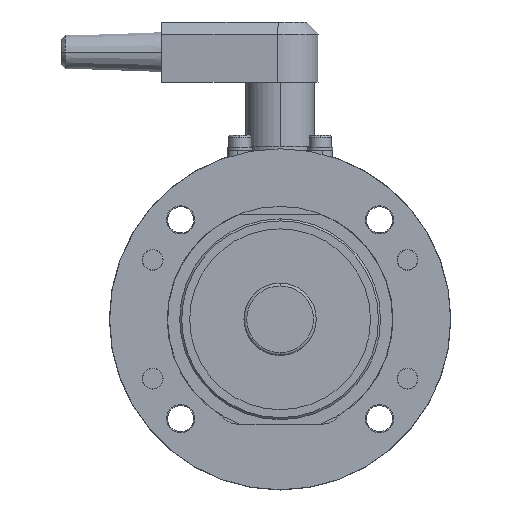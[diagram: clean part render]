
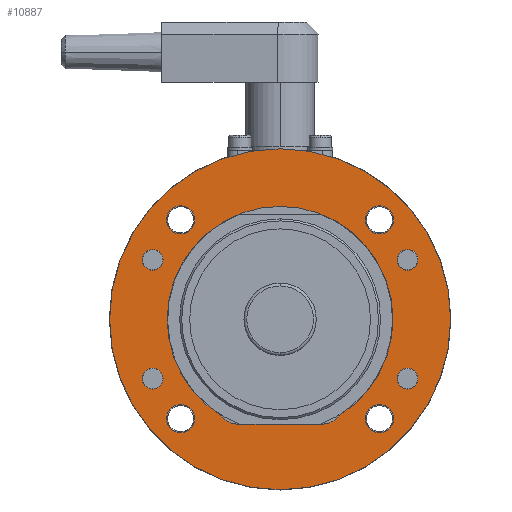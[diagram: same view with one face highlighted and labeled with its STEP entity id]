
A CAD part, left-side view. The second image highlights one B-rep face of the part: STEP entity #10887.
In plain terms, the highlighted face is planar.
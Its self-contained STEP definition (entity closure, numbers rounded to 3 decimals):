
#10141=CARTESIAN_POINT('',(0.0,6.975,47.45));
#10142=VERTEX_POINT('',#10141);
#10158=CARTESIAN_POINT('',(0.,6.975,-37.45));
#10159=VERTEX_POINT('',#10158);
#10166=CARTESIAN_POINT('',(0.0,6.975,5.0));
#10167=DIRECTION('',(0.0,-1.0,0.0));
#10168=DIRECTION('',(0.0,0.0,1.0));
#10169=AXIS2_PLACEMENT_3D('',#10166,#10167,#10168);
#10170=CIRCLE('',#10169,42.45);
#10171=EDGE_CURVE('',#10159,#10142,#10170,.T.);
#10183=CARTESIAN_POINT('',(24.749,6.975,26.249));
#10184=VERTEX_POINT('',#10183);
#10200=CARTESIAN_POINT('',(24.749,6.975,33.249));
#10201=VERTEX_POINT('',#10200);
#10208=CARTESIAN_POINT('',(24.749,6.975,29.749));
#10209=DIRECTION('',(0.0,-1.0,0.0));
#10210=DIRECTION('',(0.0,0.0,-1.0));
#10211=AXIS2_PLACEMENT_3D('',#10208,#10209,#10210);
#10212=CIRCLE('',#10211,3.5);
#10213=EDGE_CURVE('',#10184,#10201,#10212,.T.);
#10225=CARTESIAN_POINT('',(-21.249,6.975,29.749));
#10226=VERTEX_POINT('',#10225);
#10242=CARTESIAN_POINT('',(-28.249,6.975,29.749));
#10243=VERTEX_POINT('',#10242);
#10250=CARTESIAN_POINT('',(-24.749,6.975,29.749));
#10251=DIRECTION('',(0.0,-1.0,0.0));
#10252=DIRECTION('',(1.0,0.0,0.0));
#10253=AXIS2_PLACEMENT_3D('',#10250,#10251,#10252);
#10254=CIRCLE('',#10253,3.5);
#10255=EDGE_CURVE('',#10226,#10243,#10254,.T.);
#10267=CARTESIAN_POINT('',(-24.749,6.975,-16.249));
#10268=VERTEX_POINT('',#10267);
#10284=CARTESIAN_POINT('',(-24.749,6.975,-23.249));
#10285=VERTEX_POINT('',#10284);
#10292=CARTESIAN_POINT('',(-24.749,6.975,-19.749));
#10293=DIRECTION('',(0.0,-1.0,0.0));
#10294=DIRECTION('',(0.0,0.0,1.0));
#10295=AXIS2_PLACEMENT_3D('',#10292,#10293,#10294);
#10296=CIRCLE('',#10295,3.5);
#10297=EDGE_CURVE('',#10268,#10285,#10296,.T.);
#10309=CARTESIAN_POINT('',(21.249,6.975,-19.749));
#10310=VERTEX_POINT('',#10309);
#10326=CARTESIAN_POINT('',(28.249,6.975,-19.749));
#10327=VERTEX_POINT('',#10326);
#10334=CARTESIAN_POINT('',(24.749,6.975,-19.749));
#10335=DIRECTION('',(0.0,-1.0,0.0));
#10336=DIRECTION('',(-1.0,0.0,0.0));
#10337=AXIS2_PLACEMENT_3D('',#10334,#10335,#10336);
#10338=CIRCLE('',#10337,3.5);
#10339=EDGE_CURVE('',#10310,#10327,#10338,.T.);
#10351=CARTESIAN_POINT('',(-31.721,6.975,17.215));
#10352=VERTEX_POINT('',#10351);
#10368=CARTESIAN_POINT('',(-31.721,6.975,22.368));
#10369=VERTEX_POINT('',#10368);
#10376=CARTESIAN_POINT('',(-31.721,6.975,19.792));
#10377=DIRECTION('',(0.0,-1.0,0.0));
#10378=DIRECTION('',(0.0,0.0,-1.0));
#10379=AXIS2_PLACEMENT_3D('',#10376,#10377,#10378);
#10380=CIRCLE('',#10379,2.577);
#10381=EDGE_CURVE('',#10352,#10369,#10380,.T.);
#10393=CARTESIAN_POINT('',(31.719,6.975,17.215));
#10394=VERTEX_POINT('',#10393);
#10410=CARTESIAN_POINT('',(31.719,6.975,22.368));
#10411=VERTEX_POINT('',#10410);
#10418=CARTESIAN_POINT('',(31.719,6.975,19.792));
#10419=DIRECTION('',(0.0,-1.0,0.0));
#10420=DIRECTION('',(0.0,0.0,-1.0));
#10421=AXIS2_PLACEMENT_3D('',#10418,#10419,#10420);
#10422=CIRCLE('',#10421,2.577);
#10423=EDGE_CURVE('',#10394,#10411,#10422,.T.);
#10435=CARTESIAN_POINT('',(-31.721,6.975,-12.365));
#10436=VERTEX_POINT('',#10435);
#10452=CARTESIAN_POINT('',(-31.721,6.975,-7.212));
#10453=VERTEX_POINT('',#10452);
#10460=CARTESIAN_POINT('',(-31.721,6.975,-9.788));
#10461=DIRECTION('',(0.0,-1.0,0.0));
#10462=DIRECTION('',(0.0,0.0,-1.0));
#10463=AXIS2_PLACEMENT_3D('',#10460,#10461,#10462);
#10464=CIRCLE('',#10463,2.577);
#10465=EDGE_CURVE('',#10436,#10453,#10464,.T.);
#10477=CARTESIAN_POINT('',(31.719,6.975,-12.365));
#10478=VERTEX_POINT('',#10477);
#10494=CARTESIAN_POINT('',(31.719,6.975,-7.212));
#10495=VERTEX_POINT('',#10494);
#10502=CARTESIAN_POINT('',(31.719,6.975,-9.788));
#10503=DIRECTION('',(0.0,-1.0,0.0));
#10504=DIRECTION('',(0.0,0.0,-1.0));
#10505=AXIS2_PLACEMENT_3D('',#10502,#10503,#10504);
#10506=CIRCLE('',#10505,2.577);
#10507=EDGE_CURVE('',#10478,#10495,#10506,.T.);
#10518=CARTESIAN_POINT('',(31.719,6.975,-9.788));
#10519=DIRECTION('',(0.0,-1.0,0.0));
#10520=DIRECTION('',(0.0,0.0,-1.0));
#10521=AXIS2_PLACEMENT_3D('',#10518,#10519,#10520);
#10522=CIRCLE('',#10521,2.577);
#10523=EDGE_CURVE('',#10495,#10478,#10522,.T.);
#10542=CARTESIAN_POINT('',(-31.721,6.975,-9.788));
#10543=DIRECTION('',(0.0,-1.0,0.0));
#10544=DIRECTION('',(0.0,0.0,-1.0));
#10545=AXIS2_PLACEMENT_3D('',#10542,#10543,#10544);
#10546=CIRCLE('',#10545,2.577);
#10547=EDGE_CURVE('',#10453,#10436,#10546,.T.);
#10566=CARTESIAN_POINT('',(31.719,6.975,19.792));
#10567=DIRECTION('',(0.0,-1.0,0.0));
#10568=DIRECTION('',(0.0,0.0,-1.0));
#10569=AXIS2_PLACEMENT_3D('',#10566,#10567,#10568);
#10570=CIRCLE('',#10569,2.577);
#10571=EDGE_CURVE('',#10411,#10394,#10570,.T.);
#10590=CARTESIAN_POINT('',(-31.721,6.975,19.792));
#10591=DIRECTION('',(0.0,-1.0,0.0));
#10592=DIRECTION('',(0.0,0.0,-1.0));
#10593=AXIS2_PLACEMENT_3D('',#10590,#10591,#10592);
#10594=CIRCLE('',#10593,2.577);
#10595=EDGE_CURVE('',#10369,#10352,#10594,.T.);
#10613=CARTESIAN_POINT('',(10.5,6.975,31.1));
#10614=VERTEX_POINT('',#10613);
#10615=CARTESIAN_POINT('',(-10.5,6.975,31.1));
#10616=VERTEX_POINT('',#10615);
#10617=CARTESIAN_POINT('',(10.5,6.975,31.1));
#10618=DIRECTION('',(-1.0,0.0,0.0));
#10619=VECTOR('',#10618,21.0);
#10620=LINE('',#10617,#10619);
#10621=EDGE_CURVE('',#10614,#10616,#10620,.T.);
#10653=CARTESIAN_POINT('',(-14.54,6.975,29.046));
#10654=VERTEX_POINT('',#10653);
#10655=CARTESIAN_POINT('',(-10.5,6.975,26.1));
#10656=DIRECTION('',(0.0,-1.0,0.0));
#10657=DIRECTION('',(1.0,0.0,0.0));
#10658=AXIS2_PLACEMENT_3D('',#10655,#10656,#10657);
#10659=CIRCLE('',#10658,5.0);
#10660=EDGE_CURVE('',#10616,#10654,#10659,.T.);
#10686=CARTESIAN_POINT('',(14.54,6.975,29.046));
#10687=VERTEX_POINT('',#10686);
#10688=CARTESIAN_POINT('',(0.0,6.975,5.0));
#10689=DIRECTION('',(0.0,-1.0,0.0));
#10690=DIRECTION('',(1.0,0.0,0.0));
#10691=AXIS2_PLACEMENT_3D('',#10688,#10689,#10690);
#10692=CIRCLE('',#10691,28.1);
#10693=EDGE_CURVE('',#10654,#10687,#10692,.T.);
#10719=CARTESIAN_POINT('',(10.5,6.975,26.1));
#10720=DIRECTION('',(0.0,-1.0,0.0));
#10721=DIRECTION('',(1.0,0.0,0.0));
#10722=AXIS2_PLACEMENT_3D('',#10719,#10720,#10721);
#10723=CIRCLE('',#10722,5.0);
#10724=EDGE_CURVE('',#10687,#10614,#10723,.T.);
#10744=CARTESIAN_POINT('',(24.749,6.975,-19.749));
#10745=DIRECTION('',(0.0,-1.0,0.0));
#10746=DIRECTION('',(-1.0,0.0,0.0));
#10747=AXIS2_PLACEMENT_3D('',#10744,#10745,#10746);
#10748=CIRCLE('',#10747,3.5);
#10749=EDGE_CURVE('',#10327,#10310,#10748,.T.);
#10768=CARTESIAN_POINT('',(-24.749,6.975,-19.749));
#10769=DIRECTION('',(0.0,-1.0,0.0));
#10770=DIRECTION('',(0.0,0.0,1.0));
#10771=AXIS2_PLACEMENT_3D('',#10768,#10769,#10770);
#10772=CIRCLE('',#10771,3.5);
#10773=EDGE_CURVE('',#10285,#10268,#10772,.T.);
#10792=CARTESIAN_POINT('',(-24.749,6.975,29.749));
#10793=DIRECTION('',(0.0,-1.0,0.0));
#10794=DIRECTION('',(1.0,0.0,0.0));
#10795=AXIS2_PLACEMENT_3D('',#10792,#10793,#10794);
#10796=CIRCLE('',#10795,3.5);
#10797=EDGE_CURVE('',#10243,#10226,#10796,.T.);
#10816=CARTESIAN_POINT('',(24.749,6.975,29.749));
#10817=DIRECTION('',(0.0,-1.0,0.0));
#10818=DIRECTION('',(0.0,0.0,-1.0));
#10819=AXIS2_PLACEMENT_3D('',#10816,#10817,#10818);
#10820=CIRCLE('',#10819,3.5);
#10821=EDGE_CURVE('',#10201,#10184,#10820,.T.);
#10834=CARTESIAN_POINT('',(0.0,6.975,38.725));
#10835=DIRECTION('',(0.0,1.0,0.0));
#10836=DIRECTION('',(0.0,0.0,1.0));
#10837=AXIS2_PLACEMENT_3D('',#10834,#10835,#10836);
#10838=PLANE('',#10837);
#10839=CARTESIAN_POINT('',(0.0,6.975,5.0));
#10840=DIRECTION('',(0.0,-1.0,0.0));
#10841=DIRECTION('',(0.0,0.0,1.0));
#10842=AXIS2_PLACEMENT_3D('',#10839,#10840,#10841);
#10843=CIRCLE('',#10842,42.45);
#10844=EDGE_CURVE('',#10142,#10159,#10843,.T.);
#10845=ORIENTED_EDGE('',*,*,#10844,.F.);
#10846=ORIENTED_EDGE('',*,*,#10171,.F.);
#10847=EDGE_LOOP('',(#10845,#10846));
#10848=FACE_OUTER_BOUND('',#10847,.T.);
#10849=ORIENTED_EDGE('',*,*,#10523,.T.);
#10850=ORIENTED_EDGE('',*,*,#10507,.T.);
#10851=EDGE_LOOP('',(#10849,#10850));
#10852=FACE_BOUND('',#10851,.T.);
#10853=ORIENTED_EDGE('',*,*,#10547,.T.);
#10854=ORIENTED_EDGE('',*,*,#10465,.T.);
#10855=EDGE_LOOP('',(#10853,#10854));
#10856=FACE_BOUND('',#10855,.T.);
#10857=ORIENTED_EDGE('',*,*,#10571,.T.);
#10858=ORIENTED_EDGE('',*,*,#10423,.T.);
#10859=EDGE_LOOP('',(#10857,#10858));
#10860=FACE_BOUND('',#10859,.T.);
#10861=ORIENTED_EDGE('',*,*,#10595,.T.);
#10862=ORIENTED_EDGE('',*,*,#10381,.T.);
#10863=EDGE_LOOP('',(#10861,#10862));
#10864=FACE_BOUND('',#10863,.T.);
#10865=ORIENTED_EDGE('',*,*,#10693,.T.);
#10866=ORIENTED_EDGE('',*,*,#10724,.T.);
#10867=ORIENTED_EDGE('',*,*,#10621,.T.);
#10868=ORIENTED_EDGE('',*,*,#10660,.T.);
#10869=EDGE_LOOP('',(#10865,#10866,#10867,#10868));
#10870=FACE_BOUND('',#10869,.T.);
#10871=ORIENTED_EDGE('',*,*,#10749,.T.);
#10872=ORIENTED_EDGE('',*,*,#10339,.T.);
#10873=EDGE_LOOP('',(#10871,#10872));
#10874=FACE_BOUND('',#10873,.T.);
#10875=ORIENTED_EDGE('',*,*,#10773,.T.);
#10876=ORIENTED_EDGE('',*,*,#10297,.T.);
#10877=EDGE_LOOP('',(#10875,#10876));
#10878=FACE_BOUND('',#10877,.T.);
#10879=ORIENTED_EDGE('',*,*,#10797,.T.);
#10880=ORIENTED_EDGE('',*,*,#10255,.T.);
#10881=EDGE_LOOP('',(#10879,#10880));
#10882=FACE_BOUND('',#10881,.T.);
#10883=ORIENTED_EDGE('',*,*,#10821,.T.);
#10884=ORIENTED_EDGE('',*,*,#10213,.T.);
#10885=EDGE_LOOP('',(#10883,#10884));
#10886=FACE_BOUND('',#10885,.T.);
#10887=ADVANCED_FACE('',(#10848,#10852,#10856,#10860,#10864,#10870,#10874,#10878,#10882,#10886),#10838,.T.);
